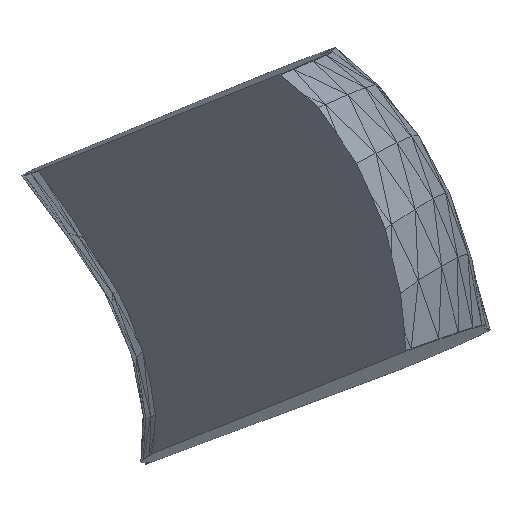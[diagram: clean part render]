
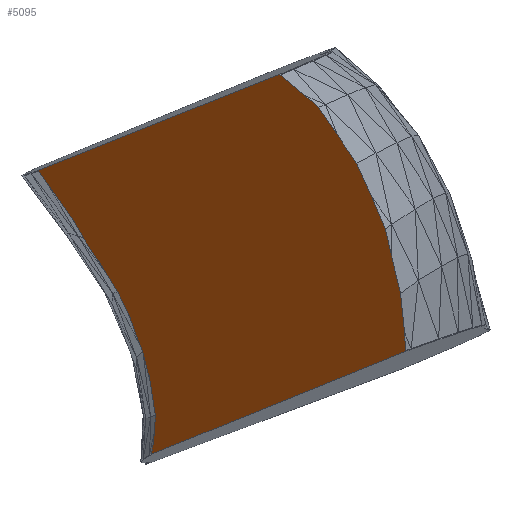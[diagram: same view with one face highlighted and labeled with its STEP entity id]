
A CAD part, left-side view. The second image highlights one B-rep face of the part: STEP entity #5095.
In plain terms, the highlighted planar face has unit normal (-0.717, 0.653, -0.244).
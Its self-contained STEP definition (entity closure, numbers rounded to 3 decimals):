
#363=FACE_OUTER_BOUND('',#712,.T.);
#712=EDGE_LOOP('',(#4372,#4373,#4374,#4375,#4376,#4377,#4378,#4379,#4380,
#4381,#4382,#4383,#4384,#4385,#4386,#4387,#4388,#4389,#4390,#4391,#4392,
#4393,#4394,#4395,#4396,#4397));
#765=LINE('',#6939,#1437);
#807=LINE('',#7025,#1479);
#922=LINE('',#7248,#1594);
#1102=LINE('',#7613,#1774);
#1105=LINE('',#7619,#1777);
#1140=LINE('',#7689,#1812);
#1186=LINE('',#7779,#1858);
#1242=LINE('',#7893,#1914);
#1270=LINE('',#7949,#1942);
#1286=LINE('',#7982,#1958);
#1294=LINE('',#7998,#1966);
#1336=LINE('',#8075,#2008);
#1349=LINE('',#8096,#2021);
#1359=LINE('',#8123,#2031);
#1363=LINE('',#8135,#2035);
#1365=LINE('',#8139,#2037);
#1367=LINE('',#8143,#2039);
#1369=LINE('',#8147,#2041);
#1371=LINE('',#8151,#2043);
#1373=LINE('',#8155,#2045);
#1375=LINE('',#8158,#2047);
#1376=LINE('',#8161,#2048);
#1378=LINE('',#8165,#2050);
#1380=LINE('',#8169,#2052);
#1382=LINE('',#8173,#2054);
#1384=LINE('',#8176,#2056);
#1437=VECTOR('',#5531,10.);
#1479=VECTOR('',#5587,10.);
#1594=VECTOR('',#5798,10.);
#1774=VECTOR('',#6236,10.);
#1777=VECTOR('',#6241,10.);
#1812=VECTOR('',#6278,10.);
#1858=VECTOR('',#6380,10.);
#1914=VECTOR('',#6498,10.);
#1942=VECTOR('',#6562,10.);
#1958=VECTOR('',#6596,10.);
#1966=VECTOR('',#6610,10.);
#2008=VECTOR('',#6696,10.);
#2021=VECTOR('',#6723,10.);
#2031=VECTOR('',#6767,10.);
#2035=VECTOR('',#6785,10.);
#2037=VECTOR('',#6789,10.);
#2039=VECTOR('',#6793,10.);
#2041=VECTOR('',#6797,10.);
#2043=VECTOR('',#6801,10.);
#2045=VECTOR('',#6805,10.);
#2047=VECTOR('',#6809,10.);
#2048=VECTOR('',#6812,10.);
#2050=VECTOR('',#6816,10.);
#2052=VECTOR('',#6820,10.);
#2054=VECTOR('',#6824,10.);
#2056=VECTOR('',#6828,10.);
#2101=VERTEX_POINT('',#6936);
#2102=VERTEX_POINT('',#6938);
#2138=VERTEX_POINT('',#7023);
#2139=VERTEX_POINT('',#7024);
#2199=VERTEX_POINT('',#7247);
#2255=VERTEX_POINT('',#7612);
#2257=VERTEX_POINT('',#7618);
#2290=VERTEX_POINT('',#7686);
#2291=VERTEX_POINT('',#7688);
#2334=VERTEX_POINT('',#7892);
#2344=VERTEX_POINT('',#7948);
#2351=VERTEX_POINT('',#7980);
#2352=VERTEX_POINT('',#7981);
#2357=VERTEX_POINT('',#7997);
#2370=VERTEX_POINT('',#8074);
#2371=VERTEX_POINT('',#8095);
#2372=VERTEX_POINT('',#8134);
#2373=VERTEX_POINT('',#8138);
#2374=VERTEX_POINT('',#8142);
#2375=VERTEX_POINT('',#8146);
#2376=VERTEX_POINT('',#8150);
#2377=VERTEX_POINT('',#8154);
#2378=VERTEX_POINT('',#8160);
#2379=VERTEX_POINT('',#8164);
#2380=VERTEX_POINT('',#8168);
#2381=VERTEX_POINT('',#8172);
#2434=EDGE_CURVE('',#2102,#2101,#765,.T.);
#2476=EDGE_CURVE('',#2138,#2139,#807,.T.);
#2591=EDGE_CURVE('',#2199,#2138,#922,.T.);
#2771=EDGE_CURVE('',#2255,#2199,#1102,.T.);
#2774=EDGE_CURVE('',#2257,#2255,#1105,.T.);
#2809=EDGE_CURVE('',#2291,#2290,#1140,.T.);
#2855=EDGE_CURVE('',#2290,#2257,#1186,.T.);
#2911=EDGE_CURVE('',#2334,#2291,#1242,.T.);
#2939=EDGE_CURVE('',#2344,#2334,#1270,.T.);
#2955=EDGE_CURVE('',#2351,#2352,#1286,.T.);
#2963=EDGE_CURVE('',#2352,#2357,#1294,.T.);
#3005=EDGE_CURVE('',#2357,#2370,#1336,.T.);
#3018=EDGE_CURVE('',#2371,#2344,#1349,.T.);
#3028=EDGE_CURVE('',#2370,#2371,#1359,.T.);
#3032=EDGE_CURVE('',#2139,#2372,#1363,.T.);
#3034=EDGE_CURVE('',#2372,#2373,#1365,.T.);
#3036=EDGE_CURVE('',#2373,#2374,#1367,.T.);
#3038=EDGE_CURVE('',#2374,#2375,#1369,.T.);
#3040=EDGE_CURVE('',#2375,#2376,#1371,.T.);
#3042=EDGE_CURVE('',#2376,#2377,#1373,.T.);
#3044=EDGE_CURVE('',#2377,#2102,#1375,.T.);
#3045=EDGE_CURVE('',#2101,#2378,#1376,.T.);
#3047=EDGE_CURVE('',#2378,#2379,#1378,.T.);
#3049=EDGE_CURVE('',#2379,#2380,#1380,.T.);
#3051=EDGE_CURVE('',#2380,#2381,#1382,.T.);
#3053=EDGE_CURVE('',#2381,#2351,#1384,.T.);
#4372=ORIENTED_EDGE('',*,*,#3032,.T.);
#4373=ORIENTED_EDGE('',*,*,#3034,.T.);
#4374=ORIENTED_EDGE('',*,*,#3036,.T.);
#4375=ORIENTED_EDGE('',*,*,#3038,.T.);
#4376=ORIENTED_EDGE('',*,*,#3040,.T.);
#4377=ORIENTED_EDGE('',*,*,#3042,.T.);
#4378=ORIENTED_EDGE('',*,*,#3044,.T.);
#4379=ORIENTED_EDGE('',*,*,#2434,.T.);
#4380=ORIENTED_EDGE('',*,*,#3045,.T.);
#4381=ORIENTED_EDGE('',*,*,#3047,.T.);
#4382=ORIENTED_EDGE('',*,*,#3049,.T.);
#4383=ORIENTED_EDGE('',*,*,#3051,.T.);
#4384=ORIENTED_EDGE('',*,*,#3053,.T.);
#4385=ORIENTED_EDGE('',*,*,#2955,.T.);
#4386=ORIENTED_EDGE('',*,*,#2963,.T.);
#4387=ORIENTED_EDGE('',*,*,#3005,.T.);
#4388=ORIENTED_EDGE('',*,*,#3028,.T.);
#4389=ORIENTED_EDGE('',*,*,#3018,.T.);
#4390=ORIENTED_EDGE('',*,*,#2939,.T.);
#4391=ORIENTED_EDGE('',*,*,#2911,.T.);
#4392=ORIENTED_EDGE('',*,*,#2809,.T.);
#4393=ORIENTED_EDGE('',*,*,#2855,.T.);
#4394=ORIENTED_EDGE('',*,*,#2774,.T.);
#4395=ORIENTED_EDGE('',*,*,#2771,.T.);
#4396=ORIENTED_EDGE('',*,*,#2591,.T.);
#4397=ORIENTED_EDGE('',*,*,#2476,.T.);
#4746=PLANE('',#5458);
#5095=ADVANCED_FACE('',(#363),#4746,.T.);
#5458=AXIS2_PLACEMENT_3D('',#8177,#6829,#6830);
#5531=DIRECTION('',(0.698,0.666,-0.265));
#5587=DIRECTION('',(-0.12,0.229,0.966));
#5798=DIRECTION('',(-0.121,0.228,0.966));
#6236=DIRECTION('',(-0.236,0.102,0.966));
#6241=DIRECTION('',(-0.283,0.048,0.958));
#6278=DIRECTION('',(-0.697,-0.664,0.269));
#6380=DIRECTION('',(0.013,0.363,0.932));
#6498=DIRECTION('',(-0.013,-0.363,-0.932));
#6562=DIRECTION('',(0.451,0.167,-0.877));
#6596=DIRECTION('',(-0.094,-0.437,-0.894));
#6610=DIRECTION('',(-0.01,-0.36,-0.933));
#6696=DIRECTION('',(0.11,-0.239,-0.965));
#6723=DIRECTION('',(0.374,0.064,-0.925));
#6767=DIRECTION('',(0.192,-0.151,-0.97));
#6785=DIRECTION('',(0.04,0.388,0.921));
#6789=DIRECTION('',(0.065,0.411,0.909));
#6793=DIRECTION('',(0.221,0.545,0.809));
#6797=DIRECTION('',(0.229,0.551,0.802));
#6801=DIRECTION('',(0.421,0.684,0.596));
#6805=DIRECTION('',(0.436,0.693,0.574));
#6809=DIRECTION('',(0.017,0.367,0.93));
#6812=DIRECTION('',(-0.025,-0.374,-0.927));
#6816=DIRECTION('',(-0.234,-0.555,-0.798));
#6820=DIRECTION('',(-0.163,-0.497,-0.852));
#6824=DIRECTION('',(-0.216,-0.54,-0.813));
#6828=DIRECTION('',(-0.171,-0.504,-0.846));
#6829=DIRECTION('center_axis',(-0.716,0.653,-0.244));
#6830=DIRECTION('ref_axis',(-0.323,0.,0.947));
#6936=CARTESIAN_POINT('',(-6.619,77.02,949.158));
#6938=CARTESIAN_POINT('',(-13.355,70.59,951.716));
#6939=CARTESIAN_POINT('',(1.952,85.2,945.902));
#7023=CARTESIAN_POINT('',(-14.42,67.614,946.876));
#7024=CARTESIAN_POINT('',(-14.51,67.786,947.601));
#7025=CARTESIAN_POINT('',(-14.191,67.178,945.038));
#7247=CARTESIAN_POINT('',(-14.294,67.377,945.871));
#7248=CARTESIAN_POINT('',(-14.186,67.175,945.017));
#7612=CARTESIAN_POINT('',(-14.039,67.267,944.83));
#7613=CARTESIAN_POINT('',(-13.647,67.098,943.227));
#7618=CARTESIAN_POINT('',(-13.899,67.244,944.356));
#7619=CARTESIAN_POINT('',(-13.353,67.152,942.509));
#7686=CARTESIAN_POINT('',(-13.899,67.236,944.337));
#7688=CARTESIAN_POINT('',(-6.794,74.004,941.599));
#7689=CARTESIAN_POINT('',(0.713,81.153,938.705));
#7779=CARTESIAN_POINT('',(-13.872,67.977,946.238));
#7892=CARTESIAN_POINT('',(-6.793,74.011,941.617));
#7893=CARTESIAN_POINT('',(-6.766,74.744,943.5));
#7948=CARTESIAN_POINT('',(-6.941,73.956,941.904));
#7949=CARTESIAN_POINT('',(-5.837,74.365,939.757));
#7980=CARTESIAN_POINT('',(-7.437,74.903,945.894));
#7981=CARTESIAN_POINT('',(-7.492,74.645,945.367));
#7982=CARTESIAN_POINT('',(-7.384,75.151,946.4));
#7997=CARTESIAN_POINT('',(-7.504,74.247,944.333));
#7998=CARTESIAN_POINT('',(-7.497,74.491,944.967));
#8074=CARTESIAN_POINT('',(-7.415,74.054,943.557));
#8075=CARTESIAN_POINT('',(-7.367,73.948,943.132));
#8095=CARTESIAN_POINT('',(-7.228,73.907,942.615));
#8096=CARTESIAN_POINT('',(-6.532,74.026,940.892));
#8123=CARTESIAN_POINT('',(-7.164,73.856,942.289));
#8134=CARTESIAN_POINT('',(-14.472,68.147,948.457));
#8135=CARTESIAN_POINT('',(-14.475,68.124,948.402));
#8138=CARTESIAN_POINT('',(-14.409,68.547,949.342));
#8139=CARTESIAN_POINT('',(-14.45,68.289,948.77));
#8142=CARTESIAN_POINT('',(-14.201,69.06,950.104));
#8143=CARTESIAN_POINT('',(-13.796,70.059,951.588));
#8146=CARTESIAN_POINT('',(-13.992,69.563,950.837));
#8147=CARTESIAN_POINT('',(-13.751,70.143,951.682));
#8150=CARTESIAN_POINT('',(-13.77,69.924,951.152));
#8151=CARTESIAN_POINT('',(-11.862,73.027,953.856));
#8154=CARTESIAN_POINT('',(-13.355,70.583,951.698));
#8155=CARTESIAN_POINT('',(-11.321,73.814,954.377));
#8158=CARTESIAN_POINT('',(-13.389,69.864,949.872));
#8160=CARTESIAN_POINT('',(-6.619,77.012,949.139));
#8161=CARTESIAN_POINT('',(-6.667,76.293,947.353));
#8164=CARTESIAN_POINT('',(-7.001,76.108,947.837));
#8165=CARTESIAN_POINT('',(-6.904,76.336,948.166));
#8168=CARTESIAN_POINT('',(-7.098,75.811,947.329));
#8169=CARTESIAN_POINT('',(-7.062,75.919,947.514));
#8172=CARTESIAN_POINT('',(-7.304,75.295,946.552));
#8173=CARTESIAN_POINT('',(-6.957,76.165,947.862));
#8176=CARTESIAN_POINT('',(-7.065,75.996,947.728));
#8177=CARTESIAN_POINT('Origin',(1.152,82.993,942.341));
